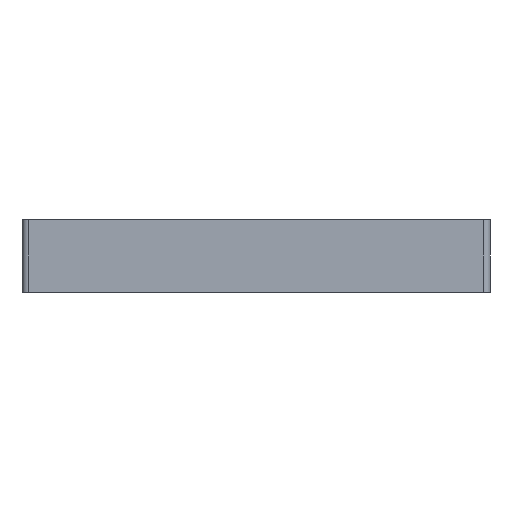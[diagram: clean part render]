
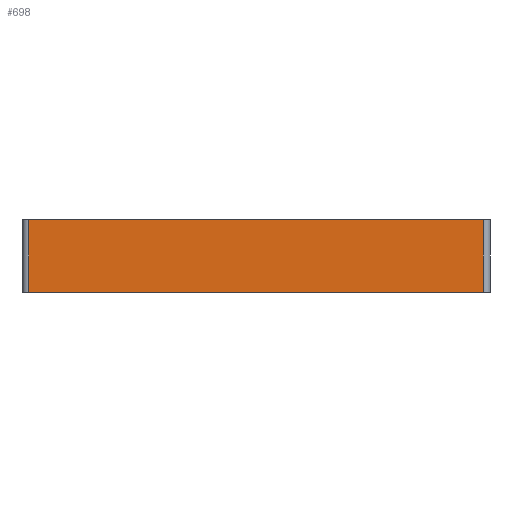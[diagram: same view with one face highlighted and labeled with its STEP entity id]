
A CAD part, front view. The second image highlights one B-rep face of the part: STEP entity #698.
In plain terms, the highlighted planar face has unit normal (0, -1, 0).
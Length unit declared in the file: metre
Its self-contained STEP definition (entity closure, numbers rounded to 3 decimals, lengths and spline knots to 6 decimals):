
#127=ORIENTED_EDGE('',*,*,#319,.F.);
#128=ORIENTED_EDGE('',*,*,#320,.T.);
#129=ORIENTED_EDGE('',*,*,#321,.T.);
#130=ORIENTED_EDGE('',*,*,#322,.T.);
#319=EDGE_CURVE('',#410,#411,#478,.T.);
#320=EDGE_CURVE('',#410,#412,#479,.F.);
#321=EDGE_CURVE('',#412,#413,#480,.T.);
#322=EDGE_CURVE('',#413,#411,#481,.T.);
#410=VERTEX_POINT('',#1093);
#411=VERTEX_POINT('',#1094);
#412=VERTEX_POINT('',#1096);
#413=VERTEX_POINT('',#1098);
#478=LINE('',#1092,#537);
#479=LINE('',#1095,#538);
#480=LINE('',#1097,#539);
#481=LINE('',#1099,#540);
#537=VECTOR('',#878,1.);
#538=VECTOR('',#879,1.);
#539=VECTOR('',#880,1.);
#540=VECTOR('',#881,1.);
#581=EDGE_LOOP('',(#127,#128,#129,#130));
#630=FACE_BOUND('',#581,.T.);
#675=PLANE('',#757);
#698=ADVANCED_FACE('',(#630),#675,.T.);
#757=AXIS2_PLACEMENT_3D('',#1091,#876,#877);
#876=DIRECTION('',(0.,-1.,0.));
#877=DIRECTION('',(0.,0.,-1.));
#878=DIRECTION('',(1.,0.,0.));
#879=DIRECTION('',(0.,0.,1.));
#880=DIRECTION('',(1.,0.,0.));
#881=DIRECTION('',(0.,0.,1.));
#1091=CARTESIAN_POINT('',(-0.000021,-0.052747,-0.009525));
#1092=CARTESIAN_POINT('',(-0.000021,-0.052747,0.004445));
#1093=CARTESIAN_POINT('',(-0.043658,-0.052747,0.004445));
#1094=CARTESIAN_POINT('',(0.043617,-0.052747,0.004445));
#1095=CARTESIAN_POINT('',(-0.043658,-0.052747,-0.009525));
#1096=CARTESIAN_POINT('',(-0.043658,-0.052747,-0.009525));
#1097=CARTESIAN_POINT('',(-0.000021,-0.052747,-0.009525));
#1098=CARTESIAN_POINT('',(0.043617,-0.052747,-0.009525));
#1099=CARTESIAN_POINT('',(0.043617,-0.052747,0.004445));
